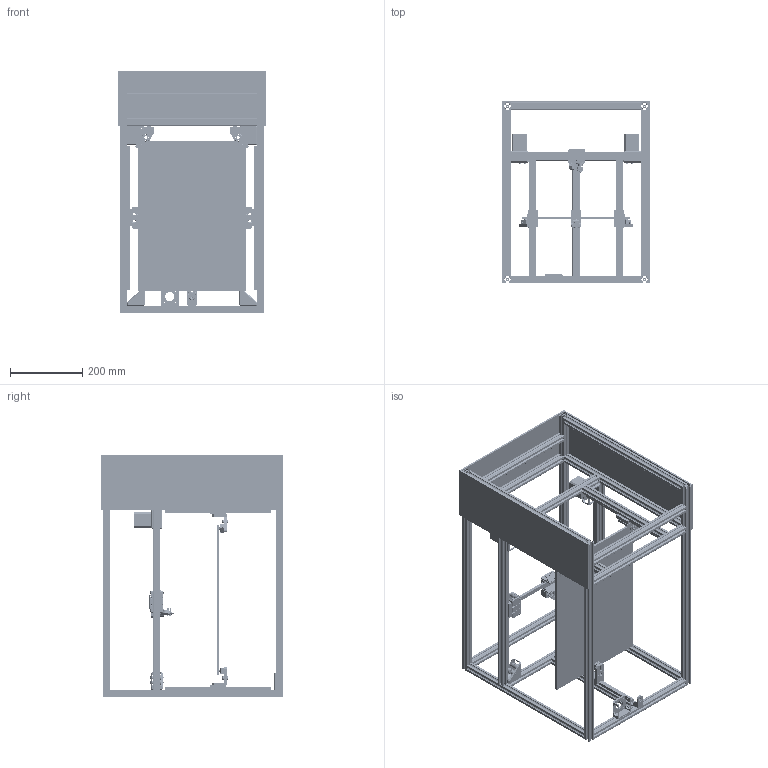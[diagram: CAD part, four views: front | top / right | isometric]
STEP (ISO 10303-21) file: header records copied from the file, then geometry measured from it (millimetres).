
FILE_DESCRIPTION(/* description */ (''),/* implementation_level */ '2;1');
FILE_NAME(/* name */ 'SolidCore_CoreXY_V1.0_with_Stealth_Motor_Mounts.step',/* time_stamp */ '2021-10-09T23:13:23-05:00',/* author */ (''),/* organization */ (''),/* preprocessor_version */ 'ST-DEVELOPER v18.1',/* originating_system */ 'Autodesk Translation Framework v10.10.0.1391',/* authorisation */ '');
FILE_SCHEMA (('AUTOMOTIVE_DESIGN { 1 0 10303 214 3 1 1 }'));
Products named in the file (93): SolidCore 200x300 6" SIDE PLATES 3.0; 20x20x500 extrusion; 20x20x605 extrusion; Top Plate; Lead Screw Idler Bearing Mount no rail; 8mm Flange Bearing; nema 17 motor; Motor Plate 20mm Gates big Right; carriage for slide 12x8 v2 v1; Motor Plate 20mm Gates big Left; linear Rail 12x8x400; carriage for slide 12x8 v2; 20x20x360 extrusion; Final Triangle Idler; Side Plate; 20x20x460 extrusion; L-Bracket Neutral; X-Carriage_Assembly_Single; X-Carriage_Assembly_Single_1; Rail Mount to carriage v1; X-Carriage; Y-Axis Assembly bltouch 300mm; Y-Carriage; e3d_v6_hotend; e3d_v6_hotend_1; Nozzle; Heatbreak; Heatsink; Cartridge_Block; SolidCore BLTOUCH Hotend; BLTouch ; Z; S; VCC 5V; GND; Z GND; Board; Component17; Component14; Component9 ...
Assembly tree (197 placements, depth 5):
  SolidCore 200x300 6" SIDE PLATES 3.0
    20x20x500 extrusion  x2
    20x20x360 extrusion  x8
    nema 17 motor  x2
    20x20x320 extrusion  x3
    linearslide12x8x300  x3
    20x20x605 extrusion  x4
    20x20x460 extrusion  x6
    Top Plate
    carriage for slide 12x8 v2_1  x3
    Lead Screw Nut 8mm  x3
    Lead Screw Idler Bearing Mount no rail
    8mm Flange Bearing
    Gates GT2 Pulley 20 Tooth 6mm  x2
    Motor Plate 20mm Gates big Right
    linear Rail 12x8x400  x2
    carriage for slide 12x8 v2 v1
    Motor Plate 20mm Gates big Left
    carriage for slide 12x8 v2
    Final Triangle Idler  x2
    Side Plate  x2
    L-Bracket Neutral
    X-Carriage_Assembly_Single
      Rail Mount to carriage v1
      X-Carriage
      M5 x 35mm Button Head Screw  x2
      M5 Washer 5mm x 10mm x 1mm  x6
      Carriage Spacer 10.5mm  x2
      Nylon Washer  x4
      Gates GT2 Toothed Idler 6mm  x2
    X-Carriage_Assembly_Single_1
      Rail Mount to carriage v1
      X-Carriage
      M5 x 35mm Button Head Screw  x2
      M5 Washer 5mm x 10mm x 1mm  x6
      Carriage Spacer 10.5mm  x2
      Nylon Washer  x4
      Gates GT2 Toothed Idler 6mm  x2
    Y-Axis Assembly bltouch 300mm
      carriage for slide 12x8 v2_1
      Y-Carriage
      e3d_v6_hotend
        e3d_v6_hotend_1
          Nozzle
          Heatbreak
          Heatsink
          Cartridge_Block
      SolidCore BLTOUCH Hotend
      BLTouch 
        Z
        S
        VCC 5V
        GND
        Z GND
        Board
          Component17
          Component14
          Component9
          Board (1)
          yellow
Bounding box: 409.53 x 504.76 x 672.44 mm (x, y, z)
Volume: 4362963.9 mm3; surface area: 2817331.9 mm2
Topology: 198 solids, 198 shells, 7404 faces, 19555 edges, 12760 vertices
Faces by surface type: plane 3845, cylinder 2854, cone 239, bspline 221, torus 214, sphere 31
Full cylindrical faces by diameter (mm): 0.36 x1, 0.4 x1, 0.5 x1, 0.56 x1, 0.6 x5, 0.7 x5, 0.8 x7, 0.9 x5, 1 x5, 1.4 x1, 2 x8, 2.05 x1, 2.1 x1, 2.529 x156, 2.95 x1, 2.997 x20, 3 x87, 3.086 x79, 3.1 x13, 3.111 x9, 3.175 x35, 3.2 x2, 3.3 x3, 3.332 x21, 3.5 x12, 3.8 x1, 3.908 x15, 3.99 x128, 4 x21, 4.109 x2
Entity records: 180504 total; most frequent: CARTESIAN_POINT 69942, ORIENTED_EDGE 23048, DIRECTION 20965, EDGE_CURVE 11524, VERTEX_POINT 7499, LINE 7349, VECTOR 7349, AXIS2_PLACEMENT_3D 6808
